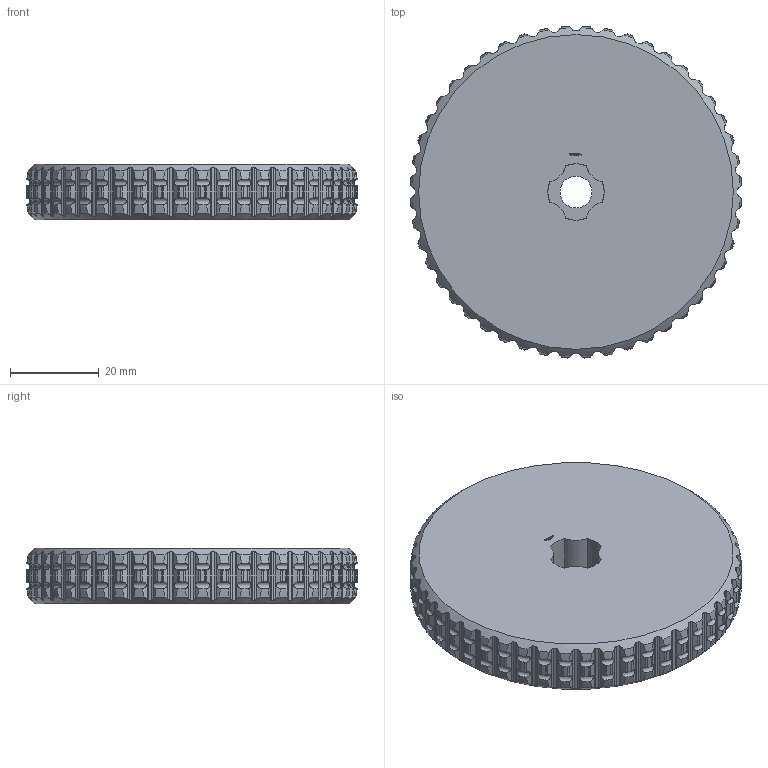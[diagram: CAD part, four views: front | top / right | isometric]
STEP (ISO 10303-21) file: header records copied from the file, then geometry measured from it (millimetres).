
FILE_DESCRIPTION(('FreeCAD Model'),'2;1');
FILE_NAME('Open CASCADE Shape Model','2023-12-20T19:17:35',(''),(''), 'Open CASCADE STEP processor 7.6','FreeCAD','Unknown');
FILE_SCHEMA(('AUTOMOTIVE_DESIGN { 1 0 10303 214 1 1 1 1 }'));
Products named in the file (1): Wheel GND TTRD PLN BU06.00x01.00 - SPN-WHL-0017 (stemfie.org)
Bounding box: 74.91 x 74.91 x 12.5 mm (x, y, z)
Volume: 51441 mm3; surface area: 12517 mm2
Topology: 1 solids, 1 shells, 1521 faces, 4413 edges, 2939 vertices
Faces by surface type: cylinder 541, plane 475, cone 215, extrusion 98, revolution 96, torus 96
Full cylindrical faces by diameter (mm): 2 x4, 7.2 x1
Entity records: 166361 total; most frequent: CARTESIAN_POINT 77709, DIRECTION 11198, ORIENTED_EDGE 8826, PCURVE 8826, DEFINITIONAL_REPRESENTATION 8826, VECTOR 6294, LINE 6196, B_SPLINE_CURVE_WITH_KNOTS 5982
